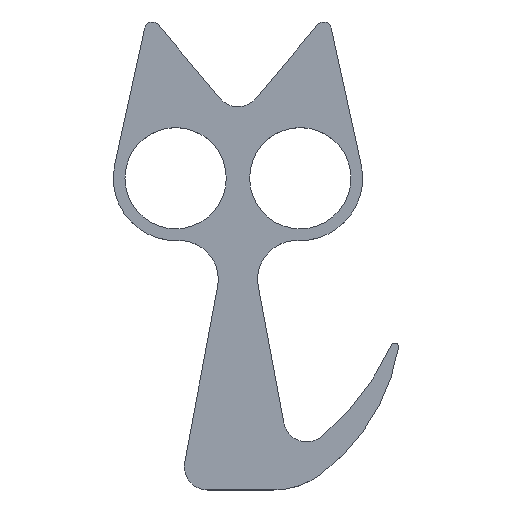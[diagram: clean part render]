
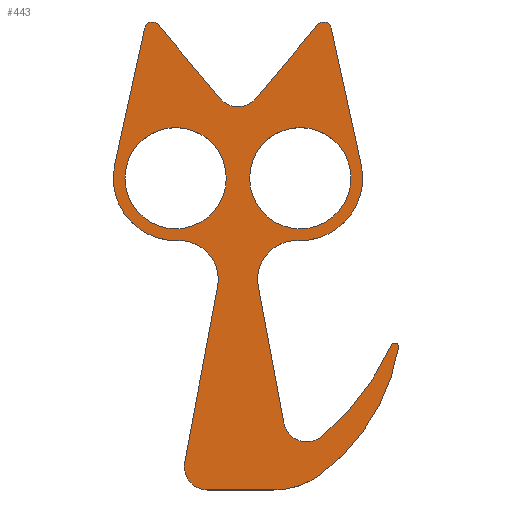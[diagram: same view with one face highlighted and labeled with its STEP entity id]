
A CAD part, top view. The second image highlights one B-rep face of the part: STEP entity #443.
In plain terms, the highlighted planar face has unit normal (0, 0, 1).
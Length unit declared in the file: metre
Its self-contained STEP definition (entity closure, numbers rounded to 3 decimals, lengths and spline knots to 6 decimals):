
#12=CIRCLE('',#469,0.008);
#15=CIRCLE('',#477,0.008);
#17=CIRCLE('',#482,0.026);
#18=CIRCLE('',#484,0.0065);
#20=CIRCLE('',#487,0.033);
#22=CIRCLE('',#490,0.0065);
#24=CIRCLE('',#493,0.001);
#25=CIRCLE('',#494,0.003);
#26=CIRCLE('',#495,0.001);
#27=CIRCLE('',#496,0.005);
#28=CIRCLE('',#497,0.003);
#29=CIRCLE('',#498,0.01);
#30=CIRCLE('',#499,0.0005);
#31=CIRCLE('',#500,0.003);
#32=CIRCLE('',#501,0.005);
#105=ORIENTED_EDGE('',*,*,#195,.T.);
#106=ORIENTED_EDGE('',*,*,#231,.T.);
#107=ORIENTED_EDGE('',*,*,#196,.T.);
#108=ORIENTED_EDGE('',*,*,#232,.T.);
#109=ORIENTED_EDGE('',*,*,#202,.F.);
#110=ORIENTED_EDGE('',*,*,#233,.T.);
#111=ORIENTED_EDGE('',*,*,#204,.F.);
#112=ORIENTED_EDGE('',*,*,#210,.T.);
#113=ORIENTED_EDGE('',*,*,#234,.T.);
#114=ORIENTED_EDGE('',*,*,#213,.F.);
#115=ORIENTED_EDGE('',*,*,#235,.T.);
#116=ORIENTED_EDGE('',*,*,#217,.T.);
#117=ORIENTED_EDGE('',*,*,#236,.T.);
#118=ORIENTED_EDGE('',*,*,#221,.T.);
#119=ORIENTED_EDGE('',*,*,#237,.T.);
#120=ORIENTED_EDGE('',*,*,#225,.F.);
#121=ORIENTED_EDGE('',*,*,#238,.T.);
#122=ORIENTED_EDGE('',*,*,#185,.F.);
#123=ORIENTED_EDGE('',*,*,#239,.T.);
#124=ORIENTED_EDGE('',*,*,#189,.T.);
#125=ORIENTED_EDGE('',*,*,#223,.F.);
#126=ORIENTED_EDGE('',*,*,#229,.F.);
#185=EDGE_CURVE('',#249,#250,#293,.T.);
#189=EDGE_CURVE('',#253,#254,#12,.T.);
#195=EDGE_CURVE('',#254,#258,#301,.T.);
#196=EDGE_CURVE('',#259,#260,#302,.T.);
#202=EDGE_CURVE('',#265,#266,#308,.T.);
#204=EDGE_CURVE('',#267,#268,#310,.T.);
#210=EDGE_CURVE('',#267,#272,#15,.T.);
#213=EDGE_CURVE('',#275,#276,#317,.T.);
#217=EDGE_CURVE('',#280,#279,#321,.T.);
#221=EDGE_CURVE('',#284,#283,#17,.T.);
#223=EDGE_CURVE('',#285,#285,#18,.T.);
#225=EDGE_CURVE('',#287,#288,#20,.T.);
#229=EDGE_CURVE('',#291,#291,#22,.T.);
#231=EDGE_CURVE('',#258,#259,#24,.T.);
#232=EDGE_CURVE('',#260,#266,#25,.F.);
#233=EDGE_CURVE('',#265,#268,#26,.T.);
#234=EDGE_CURVE('',#272,#276,#27,.F.);
#235=EDGE_CURVE('',#275,#280,#28,.T.);
#236=EDGE_CURVE('',#279,#284,#29,.T.);
#237=EDGE_CURVE('',#283,#288,#30,.T.);
#238=EDGE_CURVE('',#287,#250,#31,.F.);
#239=EDGE_CURVE('',#249,#253,#32,.F.);
#249=VERTEX_POINT('',#668);
#250=VERTEX_POINT('',#669);
#253=VERTEX_POINT('',#677);
#254=VERTEX_POINT('',#678);
#258=VERTEX_POINT('',#688);
#259=VERTEX_POINT('',#692);
#260=VERTEX_POINT('',#693);
#265=VERTEX_POINT('',#704);
#266=VERTEX_POINT('',#706);
#267=VERTEX_POINT('',#710);
#268=VERTEX_POINT('',#711);
#272=VERTEX_POINT('',#721);
#275=VERTEX_POINT('',#728);
#276=VERTEX_POINT('',#730);
#279=VERTEX_POINT('',#737);
#280=VERTEX_POINT('',#739);
#283=VERTEX_POINT('',#746);
#284=VERTEX_POINT('',#748);
#285=VERTEX_POINT('',#752);
#287=VERTEX_POINT('',#757);
#288=VERTEX_POINT('',#758);
#291=VERTEX_POINT('',#766);
#293=LINE('',#667,#327);
#301=LINE('',#689,#335);
#302=LINE('',#691,#336);
#308=LINE('',#705,#342);
#310=LINE('',#709,#344);
#317=LINE('',#729,#351);
#321=LINE('',#738,#355);
#327=VECTOR('',#525,1.);
#335=VECTOR('',#541,1.);
#336=VECTOR('',#544,1.);
#342=VECTOR('',#552,1.);
#344=VECTOR('',#556,1.);
#351=VECTOR('',#571,1.);
#355=VECTOR('',#577,1.);
#376=EDGE_LOOP('',(#105,#106,#107,#108,#109,#110,#111,#112,#113,#114,#115,
#116,#117,#118,#119,#120,#121,#122,#123,#124));
#377=EDGE_LOOP('',(#125));
#378=EDGE_LOOP('',(#126));
#406=FACE_BOUND('',#376,.T.);
#407=FACE_BOUND('',#377,.T.);
#408=FACE_BOUND('',#378,.T.);
#428=PLANE('',#492);
#443=ADVANCED_FACE('',(#406,#407,#408),#428,.T.);
#469=AXIS2_PLACEMENT_3D('',#676,#531,#532);
#477=AXIS2_PLACEMENT_3D('',#722,#565,#566);
#482=AXIS2_PLACEMENT_3D('',#747,#584,#585);
#484=AXIS2_PLACEMENT_3D('',#751,#589,#590);
#487=AXIS2_PLACEMENT_3D('',#756,#595,#596);
#490=AXIS2_PLACEMENT_3D('',#765,#603,#604);
#492=AXIS2_PLACEMENT_3D('',#769,#607,#608);
#493=AXIS2_PLACEMENT_3D('',#770,#609,#610);
#494=AXIS2_PLACEMENT_3D('',#771,#611,#612);
#495=AXIS2_PLACEMENT_3D('',#772,#613,#614);
#496=AXIS2_PLACEMENT_3D('',#773,#615,#616);
#497=AXIS2_PLACEMENT_3D('',#774,#617,#618);
#498=AXIS2_PLACEMENT_3D('',#775,#619,#620);
#499=AXIS2_PLACEMENT_3D('',#776,#621,#622);
#500=AXIS2_PLACEMENT_3D('',#777,#623,#624);
#501=AXIS2_PLACEMENT_3D('',#778,#625,#626);
#525=DIRECTION('',(0.184,-0.983,0.));
#531=DIRECTION('',(0.,0.,1.));
#532=DIRECTION('',(1.,0.,0.));
#541=DIRECTION('',(-0.214,0.977,0.));
#544=DIRECTION('',(-0.643,-0.766,0.));
#552=DIRECTION('',(0.643,-0.766,0.));
#556=DIRECTION('',(0.214,0.977,0.));
#565=DIRECTION('',(0.,0.,1.));
#566=DIRECTION('',(1.,0.,0.));
#571=DIRECTION('',(0.184,0.983,0.));
#577=DIRECTION('',(1.,0.,0.));
#584=DIRECTION('',(0.,0.,1.));
#585=DIRECTION('',(1.,0.,0.));
#589=DIRECTION('',(0.,0.,1.));
#590=DIRECTION('',(1.,0.,0.));
#595=DIRECTION('',(0.,0.,1.));
#596=DIRECTION('',(1.,0.,0.));
#603=DIRECTION('',(0.,0.,1.));
#604=DIRECTION('',(1.,0.,0.));
#607=DIRECTION('',(0.,0.,1.));
#608=DIRECTION('',(1.,0.,0.));
#609=DIRECTION('',(0.,0.,1.));
#610=DIRECTION('',(1.,0.,0.));
#611=DIRECTION('',(0.,0.,1.));
#612=DIRECTION('',(1.,0.,0.));
#613=DIRECTION('',(0.,0.,1.));
#614=DIRECTION('',(1.,0.,0.));
#615=DIRECTION('',(0.,0.,1.));
#616=DIRECTION('',(1.,0.,0.));
#617=DIRECTION('',(0.,0.,1.));
#618=DIRECTION('',(1.,0.,0.));
#619=DIRECTION('',(0.,0.,1.));
#620=DIRECTION('',(1.,0.,0.));
#621=DIRECTION('',(0.,0.,1.));
#622=DIRECTION('',(1.,0.,0.));
#623=DIRECTION('',(0.,0.,1.));
#624=DIRECTION('',(1.,0.,0.));
#625=DIRECTION('',(0.,0.,1.));
#626=DIRECTION('',(1.,0.,0.));
#667=CARTESIAN_POINT('',(0.003647,0.020551,0.003));
#668=CARTESIAN_POINT('',(0.002609,0.026087,0.003));
#669=CARTESIAN_POINT('',(0.005885,0.008614,0.003));
#676=CARTESIAN_POINT('',(0.008,0.04,0.003));
#677=CARTESIAN_POINT('',(0.007706,0.032005,0.003));
#678=CARTESIAN_POINT('',(0.015815,0.041711,0.003));
#688=CARTESIAN_POINT('',(0.011971,0.059261,0.003));
#689=CARTESIAN_POINT('',(0.013676,0.05148,0.003));
#691=CARTESIAN_POINT('',(0.005768,0.054374,0.003));
#692=CARTESIAN_POINT('',(0.010229,0.05969,0.003));
#693=CARTESIAN_POINT('',(0.002298,0.050239,0.003));
#704=CARTESIAN_POINT('',(-0.010229,0.05969,0.003));
#705=CARTESIAN_POINT('',(-0.005768,0.054374,0.003));
#706=CARTESIAN_POINT('',(-0.002298,0.050239,0.003));
#709=CARTESIAN_POINT('',(-0.013676,0.05148,0.003));
#710=CARTESIAN_POINT('',(-0.015815,0.041711,0.003));
#711=CARTESIAN_POINT('',(-0.011971,0.059261,0.003));
#721=CARTESIAN_POINT('',(-0.007706,0.032005,0.003));
#722=CARTESIAN_POINT('',(-0.008,0.04,0.003));
#728=CARTESIAN_POINT('',(-0.006834,0.003553,0.003));
#729=CARTESIAN_POINT('',(-0.004022,0.018551,0.003));
#730=CARTESIAN_POINT('',(-0.002609,0.026087,0.003));
#737=CARTESIAN_POINT('',(0.004606,0.,0.003));
#738=CARTESIAN_POINT('',(0.,0.,0.003));
#739=CARTESIAN_POINT('',(-0.003885,0.,0.003));
#746=CARTESIAN_POINT('',(0.020614,0.01827,0.003));
#747=CARTESIAN_POINT('',(-0.004988,0.022805,0.003));
#748=CARTESIAN_POINT('',(0.010602,0.001997,0.003));
#751=CARTESIAN_POINT('',(0.008,0.04,0.003));
#752=CARTESIAN_POINT('',(0.0145,0.04,0.003));
#756=CARTESIAN_POINT('',(-0.010383,0.032204,0.003));
#757=CARTESIAN_POINT('',(0.010755,0.006863,0.003));
#758=CARTESIAN_POINT('',(0.019666,0.018564,0.003));
#765=CARTESIAN_POINT('',(-0.008,0.04,0.003));
#766=CARTESIAN_POINT('',(-0.0015,0.04,0.003));
#769=CARTESIAN_POINT('',(0.0025,0.030624,0.003));
#770=CARTESIAN_POINT('',(0.010995,0.059047,0.003));
#771=CARTESIAN_POINT('',(0.,0.052167,0.003));
#772=CARTESIAN_POINT('',(-0.010995,0.059047,0.003));
#773=CARTESIAN_POINT('',(-0.007523,0.027009,0.003));
#774=CARTESIAN_POINT('',(-0.003885,0.003,0.003));
#775=CARTESIAN_POINT('',(0.004606,0.01,0.003));
#776=CARTESIAN_POINT('',(0.020122,0.018357,0.003));
#777=CARTESIAN_POINT('',(0.008834,0.009166,0.003));
#778=CARTESIAN_POINT('',(0.007523,0.027009,0.003));
